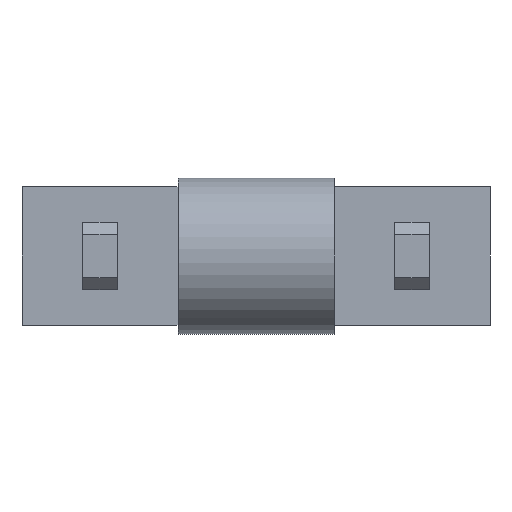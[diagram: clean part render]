
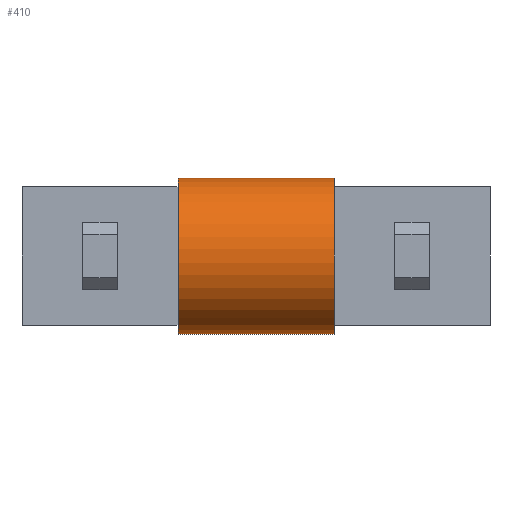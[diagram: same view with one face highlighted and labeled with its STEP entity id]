
A CAD part, front view. The second image highlights one B-rep face of the part: STEP entity #410.
In plain terms, the highlighted cylindrical face has radius 22.5 mm (diameter 45 mm), a partial arc.
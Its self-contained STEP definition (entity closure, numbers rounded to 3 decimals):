
#410=ADVANCED_FACE('',(#895),#896,.T.);
#895=FACE_OUTER_BOUND('',#1451,.T.);
#896=CYLINDRICAL_SURFACE('',#1452,22.5);
#1451=EDGE_LOOP('',(#2604,#2605,#2606,#2607,#2608,#2609,#2610,#2611));
#1452=AXIS2_PLACEMENT_3D('',#2612,#2613,#2614);
#2604=ORIENTED_EDGE('',*,*,#3669,.T.);
#2605=ORIENTED_EDGE('',*,*,#3441,.T.);
#2606=ORIENTED_EDGE('',*,*,#3675,.T.);
#2607=ORIENTED_EDGE('',*,*,#3694,.F.);
#2608=ORIENTED_EDGE('',*,*,#3677,.F.);
#2609=ORIENTED_EDGE('',*,*,#3555,.F.);
#2610=ORIENTED_EDGE('',*,*,#3683,.F.);
#2611=ORIENTED_EDGE('',*,*,#3696,.F.);
#2612=CARTESIAN_POINT('',(22.5,0.5,0.0));
#2613=DIRECTION('',(-1.0,0.0,0.0));
#2614=DIRECTION('',(0.0,0.0,1.0));
#3441=EDGE_CURVE('',#4165,#4166,#4167,.T.);
#3555=EDGE_CURVE('',#4320,#4321,#4322,.T.);
#3669=EDGE_CURVE('',#4475,#4165,#4476,.T.);
#3675=EDGE_CURVE('',#4166,#4485,#4487,.T.);
#3677=EDGE_CURVE('',#4321,#4489,#4490,.T.);
#3683=EDGE_CURVE('',#4499,#4320,#4501,.T.);
#3694=EDGE_CURVE('',#4489,#4485,#4516,.T.);
#3696=EDGE_CURVE('',#4475,#4499,#4518,.T.);
#4165=VERTEX_POINT('',#5205);
#4166=VERTEX_POINT('',#5206);
#4167=CIRCLE('',#5207,22.5);
#4320=VERTEX_POINT('',#5471);
#4321=VERTEX_POINT('',#5472);
#4322=CIRCLE('',#5473,22.5);
#4475=VERTEX_POINT('',#5737);
#4476=CIRCLE('',#5738,22.5);
#4485=VERTEX_POINT('',#5751);
#4487=CIRCLE('',#5754,22.5);
#4489=VERTEX_POINT('',#5756);
#4490=CIRCLE('',#5757,22.5);
#4499=VERTEX_POINT('',#5770);
#4501=CIRCLE('',#5773,22.5);
#4516=LINE('',#5796,#5797);
#4518=LINE('',#5799,#5800);
#5205=CARTESIAN_POINT('',(22.5,-9.808,-20.0));
#5206=CARTESIAN_POINT('',(22.5,-9.808,20.0));
#5207=AXIS2_PLACEMENT_3D('',#6584,#6585,#6586);
#5471=CARTESIAN_POINT('',(-22.5,-9.808,-20.0));
#5472=CARTESIAN_POINT('',(-22.5,-9.808,20.0));
#5473=AXIS2_PLACEMENT_3D('',#6672,#6673,#6674);
#5737=CARTESIAN_POINT('',(22.5,0.5,-22.5));
#5738=AXIS2_PLACEMENT_3D('',#6760,#6761,#6762);
#5751=CARTESIAN_POINT('',(22.5,0.5,22.5));
#5754=AXIS2_PLACEMENT_3D('',#6768,#6769,#6770);
#5756=CARTESIAN_POINT('',(-22.5,0.5,22.5));
#5757=AXIS2_PLACEMENT_3D('',#6771,#6772,#6773);
#5770=CARTESIAN_POINT('',(-22.5,0.5,-22.5));
#5773=AXIS2_PLACEMENT_3D('',#6779,#6780,#6781);
#5796=CARTESIAN_POINT('',(-22.5,0.5,22.5));
#5797=VECTOR('',#6790,1.0);
#5799=CARTESIAN_POINT('',(22.5,0.5,-22.5));
#5800=VECTOR('',#6791,1.0);
#6584=CARTESIAN_POINT('',(22.5,0.5,0.0));
#6585=DIRECTION('',(-1.0,0.0,0.0));
#6586=DIRECTION('',(0.0,0.0,-1.0));
#6672=CARTESIAN_POINT('',(-22.5,0.5,0.0));
#6673=DIRECTION('',(-1.0,-0.0,0.0));
#6674=DIRECTION('',(0.0,-0.458,-0.889));
#6760=CARTESIAN_POINT('',(22.5,0.5,0.0));
#6761=DIRECTION('',(-1.0,0.0,0.0));
#6762=DIRECTION('',(0.0,0.0,-1.0));
#6768=CARTESIAN_POINT('',(22.5,0.5,0.0));
#6769=DIRECTION('',(-1.0,0.0,0.0));
#6770=DIRECTION('',(0.0,0.0,-1.0));
#6771=CARTESIAN_POINT('',(-22.5,0.5,0.0));
#6772=DIRECTION('',(-1.0,-0.0,0.0));
#6773=DIRECTION('',(0.0,-0.458,-0.889));
#6779=CARTESIAN_POINT('',(-22.5,0.5,0.0));
#6780=DIRECTION('',(-1.0,-0.0,0.0));
#6781=DIRECTION('',(0.0,-0.458,-0.889));
#6790=DIRECTION('',(1.0,0.0,0.0));
#6791=DIRECTION('',(-1.0,0.0,0.0));
